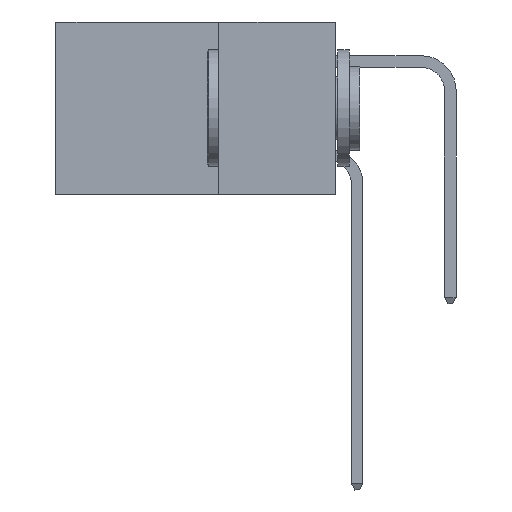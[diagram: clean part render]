
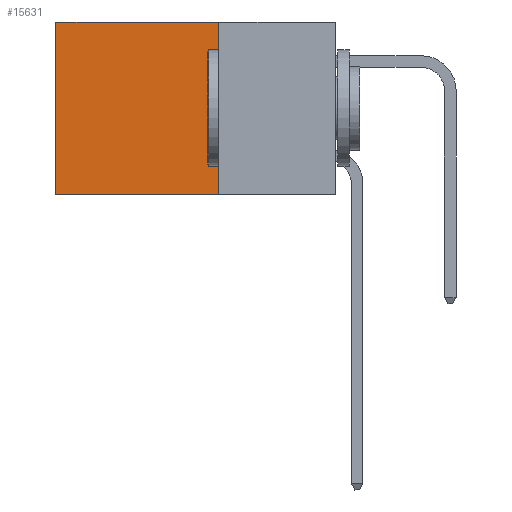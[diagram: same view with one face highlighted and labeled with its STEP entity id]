
A CAD part, left-side view. The second image highlights one B-rep face of the part: STEP entity #15631.
In plain terms, the highlighted planar face has unit normal (-1, 0, 0).
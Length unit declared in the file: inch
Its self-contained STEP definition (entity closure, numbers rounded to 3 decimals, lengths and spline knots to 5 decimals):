
#161 = VECTOR ( 'NONE', #1476, 39.37008 ) ;
#223 = CARTESIAN_POINT ( 'NONE',  ( 0.2875, 0.6, 0. ) ) ;
#600 = CARTESIAN_POINT ( 'NONE',  ( 0.2875, 0.25, 0. ) ) ;
#1476 = DIRECTION ( 'NONE',  ( 0., 0., -1. ) ) ;
#1713 = DIRECTION ( 'NONE',  ( 0., 1., 0. ) ) ;
#1842 = DIRECTION ( 'NONE',  ( 0., 0., -1. ) ) ;
#2054 = DIRECTION ( 'NONE',  ( 0., 0., -1. ) ) ;
#2735 = LINE ( 'NONE', #8666, #15282 ) ;
#2782 = VECTOR ( 'NONE', #1713, 39.37008 ) ;
#3892 = ORIENTED_EDGE ( 'NONE', *, *, #8903, .F. ) ;
#4099 = ORIENTED_EDGE ( 'NONE', *, *, #15279, .T. ) ;
#4584 = VERTEX_POINT ( 'NONE', #5413 ) ;
#4826 = FACE_OUTER_BOUND ( 'NONE', #7717, .T. ) ;
#5413 = CARTESIAN_POINT ( 'NONE',  ( 0.2875, 0.25, 0. ) ) ;
#5826 = EDGE_CURVE ( 'NONE', #8952, #10247, #12566, .T. ) ;
#6598 = LINE ( 'NONE', #10644, #12684 ) ;
#7103 = VERTEX_POINT ( 'NONE', #14581 ) ;
#7160 = EDGE_CURVE ( 'NONE', #4584, #7103, #2735, .T. ) ;
#7572 = LINE ( 'NONE', #223, #161 ) ;
#7717 = EDGE_LOOP ( 'NONE', ( #4099, #13022, #3892, #14957 ) ) ;
#8666 = CARTESIAN_POINT ( 'NONE',  ( 0.2875, 0.25, 0. ) ) ;
#8903 = EDGE_CURVE ( 'NONE', #4584, #8952, #6598, .T. ) ;
#8952 = VERTEX_POINT ( 'NONE', #11938 ) ;
#9288 = DIRECTION ( 'NONE',  ( 1., 0., 0. ) ) ;
#10052 = CARTESIAN_POINT ( 'NONE',  ( 0.2875, 0.6, -0.37 ) ) ;
#10247 = VERTEX_POINT ( 'NONE', #10052 ) ;
#10644 = CARTESIAN_POINT ( 'NONE',  ( 0.2875, 0.25, 0. ) ) ;
#11938 = CARTESIAN_POINT ( 'NONE',  ( 0.2875, 0.25, -0.37 ) ) ;
#12566 = LINE ( 'NONE', #13554, #2782 ) ;
#12684 = VECTOR ( 'NONE', #2054, 39.37008 ) ;
#13022 = ORIENTED_EDGE ( 'NONE', *, *, #5826, .F. ) ;
#13497 = DIRECTION ( 'NONE',  ( 0., 1., 0. ) ) ;
#13554 = CARTESIAN_POINT ( 'NONE',  ( 0.2875, 0.25, -0.37 ) ) ;
#14581 = CARTESIAN_POINT ( 'NONE',  ( 0.2875, 0.6, 0. ) ) ;
#14957 = ORIENTED_EDGE ( 'NONE', *, *, #7160, .T. ) ;
#15158 = PLANE ( 'NONE',  #15589 ) ;
#15279 = EDGE_CURVE ( 'NONE', #7103, #10247, #7572, .T. ) ;
#15282 = VECTOR ( 'NONE', #13497, 39.37008 ) ;
#15589 = AXIS2_PLACEMENT_3D ( 'NONE', #600, #9288, #1842 ) ;
#15631 = ADVANCED_FACE ( 'NONE', ( #4826 ), #15158, .F. ) ;
